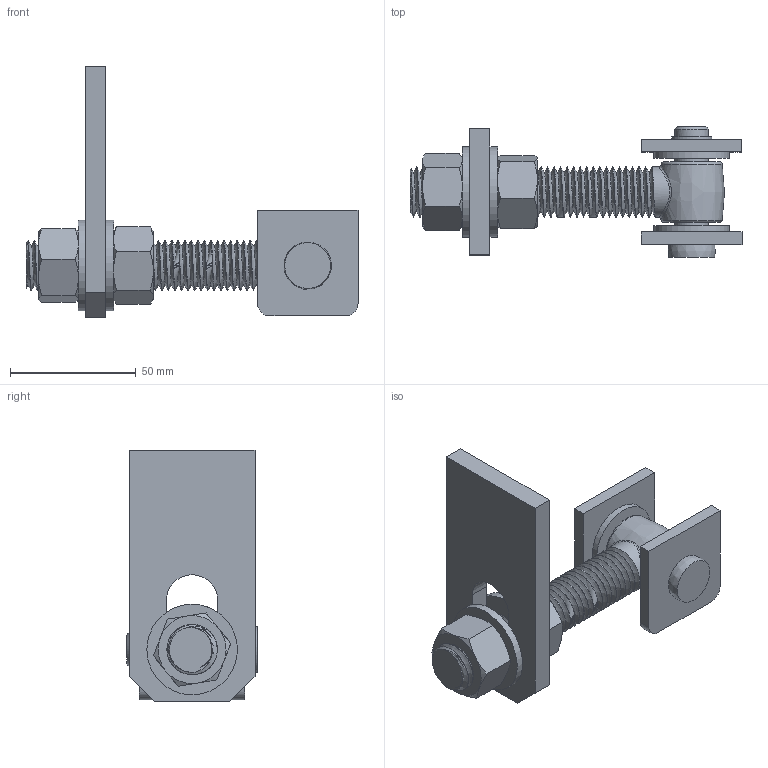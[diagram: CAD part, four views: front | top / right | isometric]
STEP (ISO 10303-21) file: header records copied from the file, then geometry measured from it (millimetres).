
FILE_DESCRIPTION(/* description */ (''),/* implementation_level */ '2;1');
FILE_NAME(/* name */ '25204SO.stp',/* time_stamp */ '2019-08-12T10:05:04+02:00',/* author */ ('LIONEL'),/* organization */ (''),/* preprocessor_version */ 'ST-DEVELOPER v17.2',/* originating_system */ 'Autodesk Inventor 2019',/* authorisation */ '');
FILE_SCHEMA (('AUTOMOTIVE_DESIGN { 1 0 10303 214 3 1 1 }'));
Length unit declared in the file: millimetre
Products named in the file (9): 25204SO; 25204SO-6; 25204SO-3; 25204SO-2; 25204SO-1; 25204SO-4; 25204SO-7; 25163-4; 25204SO-5
Assembly tree (12 placements, depth 2):
  25204SO
    25204SO-6  x2
    25204SO-5  x2
    25204SO-3
    25204SO-2  x2
    25204SO-1
    25204SO-4
    25204SO-7  x2
    25163-4
Bounding box: 132 x 52 x 100 mm (x, y, z)
Volume: 113600.3 mm3; surface area: 50536.6 mm2
Topology: 12 solids, 12 shells, 174 faces, 457 edges, 311 vertices
Faces by surface type: cylinder 75, plane 59, cone 32, bspline 5, torus 3
Full cylindrical faces by diameter (mm): 1.5 x2, 12 x1, 13.4 x2, 14 x3, 14.5 x2, 15.294 x2, 19 x2, 20 x41, 30 x2, 36 x2
Entity records: 11502 total; most frequent: CARTESIAN_POINT 7874, ORIENTED_EDGE 714, DIRECTION 674, EDGE_CURVE 357, AXIS2_PLACEMENT_3D 276, VERTEX_POINT 243, EDGE_LOOP 154, FACE_OUTER_BOUND 134
